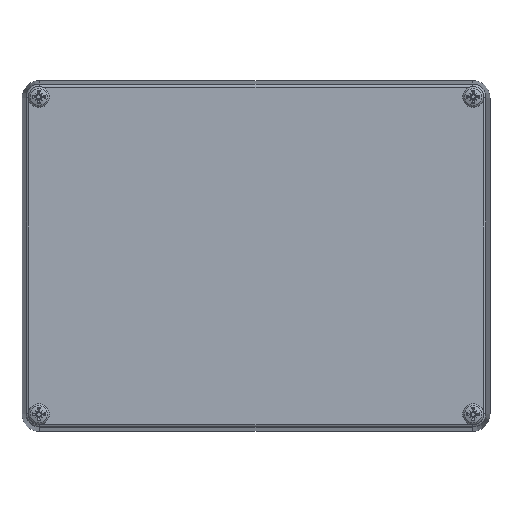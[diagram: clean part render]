
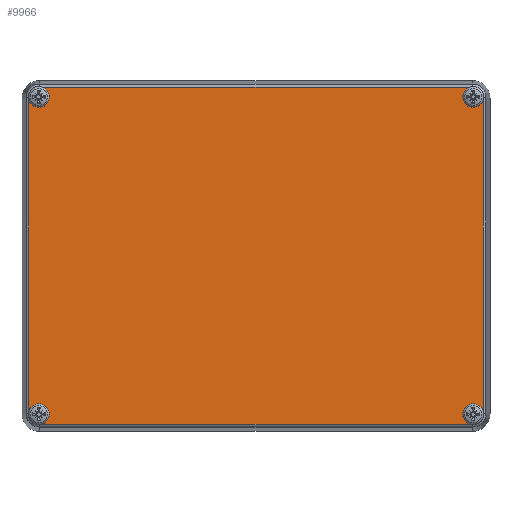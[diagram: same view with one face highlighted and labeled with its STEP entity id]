
A CAD part, top view. The second image highlights one B-rep face of the part: STEP entity #9966.
In plain terms, the highlighted face is planar.
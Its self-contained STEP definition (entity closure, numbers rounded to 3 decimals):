
#9307=CARTESIAN_POINT('',(72.986,-57.621,-80.0));
#9308=VERTEX_POINT('',#9307);
#9320=CARTESIAN_POINT('',(77.621,-52.986,-80.0));
#9321=VERTEX_POINT('',#9320);
#9322=CARTESIAN_POINT('',(74.25,-54.25,-80.0));
#9323=DIRECTION('',(0.0,0.0,1.0));
#9324=DIRECTION('',(1.0,0.0,0.0));
#9325=AXIS2_PLACEMENT_3D('',#9322,#9323,#9324);
#9326=CIRCLE('',#9325,3.6);
#9327=EDGE_CURVE('',#9321,#9308,#9326,.T.);
#9387=CARTESIAN_POINT('',(72.986,57.621,-80.0));
#9388=VERTEX_POINT('',#9387);
#9417=CARTESIAN_POINT('',(77.621,52.986,-80.0));
#9418=VERTEX_POINT('',#9417);
#9428=CARTESIAN_POINT('',(74.25,54.25,-80.0));
#9429=DIRECTION('',(0.0,0.0,1.0));
#9430=DIRECTION('',(1.0,0.0,0.0));
#9431=AXIS2_PLACEMENT_3D('',#9428,#9429,#9430);
#9432=CIRCLE('',#9431,3.6);
#9433=EDGE_CURVE('',#9388,#9418,#9432,.T.);
#9465=CARTESIAN_POINT('',(-77.621,52.986,-80.0));
#9466=VERTEX_POINT('',#9465);
#9495=CARTESIAN_POINT('',(-72.986,57.621,-80.0));
#9496=VERTEX_POINT('',#9495);
#9506=CARTESIAN_POINT('',(-74.25,54.25,-80.0));
#9507=DIRECTION('',(0.0,0.0,1.0));
#9508=DIRECTION('',(1.0,0.0,0.0));
#9509=AXIS2_PLACEMENT_3D('',#9506,#9507,#9508);
#9510=CIRCLE('',#9509,3.6);
#9511=EDGE_CURVE('',#9466,#9496,#9510,.T.);
#9541=CARTESIAN_POINT('',(-77.621,-52.986,-80.0));
#9542=VERTEX_POINT('',#9541);
#9554=CARTESIAN_POINT('',(-72.986,-57.621,-80.0));
#9555=VERTEX_POINT('',#9554);
#9556=CARTESIAN_POINT('',(-74.25,-54.25,-80.0));
#9557=DIRECTION('',(0.0,0.0,1.0));
#9558=DIRECTION('',(1.0,0.0,0.0));
#9559=AXIS2_PLACEMENT_3D('',#9556,#9557,#9558);
#9560=CIRCLE('',#9559,3.6);
#9561=EDGE_CURVE('',#9555,#9542,#9560,.T.);
#9654=CARTESIAN_POINT('',(77.621,-52.986,-80.0));
#9655=DIRECTION('',(0.0,1.0,0.0));
#9656=VECTOR('',#9655,105.973);
#9657=LINE('',#9654,#9656);
#9658=EDGE_CURVE('',#9321,#9418,#9657,.T.);
#9686=CARTESIAN_POINT('',(-77.621,52.986,-80.0));
#9687=DIRECTION('',(0.0,-1.0,0.0));
#9688=VECTOR('',#9687,105.973);
#9689=LINE('',#9686,#9688);
#9690=EDGE_CURVE('',#9466,#9542,#9689,.T.);
#9761=CARTESIAN_POINT('',(-72.986,-57.621,-80.0));
#9762=DIRECTION('',(1.0,0.0,0.0));
#9763=VECTOR('',#9762,145.973);
#9764=LINE('',#9761,#9763);
#9765=EDGE_CURVE('',#9555,#9308,#9764,.T.);
#9802=CARTESIAN_POINT('',(72.986,57.621,-80.0));
#9803=DIRECTION('',(-1.0,0.0,0.0));
#9804=VECTOR('',#9803,145.973);
#9805=LINE('',#9802,#9804);
#9806=EDGE_CURVE('',#9388,#9496,#9805,.T.);
#9951=CARTESIAN_POINT('',(0.,0.,-80.0));
#9952=DIRECTION('',(0.0,0.0,1.0));
#9953=DIRECTION('',(1.0,0.0,0.0));
#9954=AXIS2_PLACEMENT_3D('',#9951,#9952,#9953);
#9955=PLANE('',#9954);
#9956=ORIENTED_EDGE('',*,*,#9327,.T.);
#9957=ORIENTED_EDGE('',*,*,#9765,.F.);
#9958=ORIENTED_EDGE('',*,*,#9561,.T.);
#9959=ORIENTED_EDGE('',*,*,#9690,.F.);
#9960=ORIENTED_EDGE('',*,*,#9511,.T.);
#9961=ORIENTED_EDGE('',*,*,#9806,.F.);
#9962=ORIENTED_EDGE('',*,*,#9433,.T.);
#9963=ORIENTED_EDGE('',*,*,#9658,.F.);
#9964=EDGE_LOOP('',(#9956,#9957,#9958,#9959,#9960,#9961,#9962,#9963));
#9965=FACE_OUTER_BOUND('',#9964,.T.);
#9966=ADVANCED_FACE('',(#9965),#9955,.F.);
